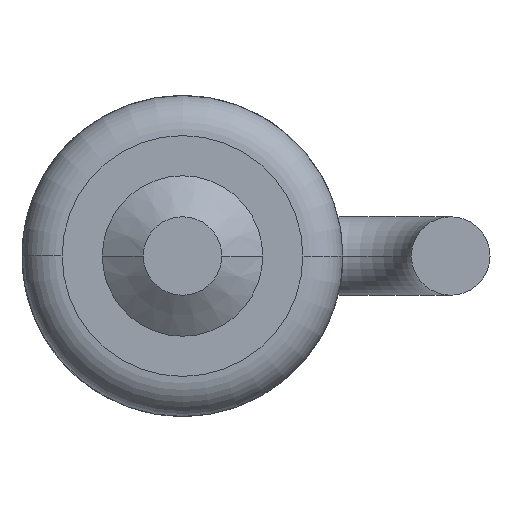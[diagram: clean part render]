
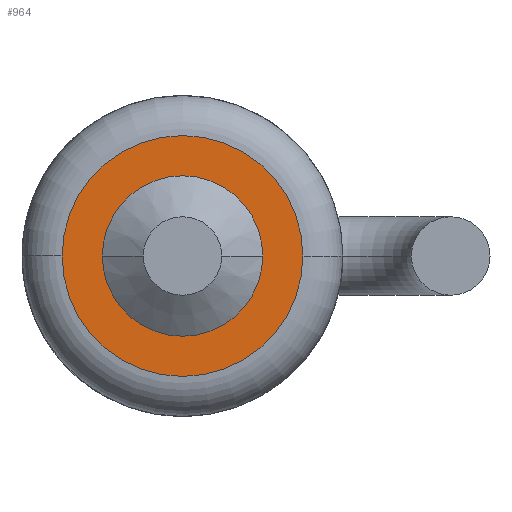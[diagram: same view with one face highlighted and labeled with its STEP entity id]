
A CAD part, front view. The second image highlights one B-rep face of the part: STEP entity #964.
In plain terms, the highlighted planar face has unit normal (0, -1, 0).
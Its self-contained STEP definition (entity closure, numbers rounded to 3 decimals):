
#157 = CARTESIAN_POINT ( 'NONE',  ( 0., 1.21, 0. ) ) ;
#260 = AXIS2_PLACEMENT_3D ( 'NONE', #3321, #1039, #346 ) ;
#322 = CARTESIAN_POINT ( 'NONE',  ( 0., 1.21, 0. ) ) ;
#346 = DIRECTION ( 'NONE',  ( -1., 0., 0. ) ) ;
#365 = AXIS2_PLACEMENT_3D ( 'NONE', #2341, #2722, #4583 ) ;
#398 = EDGE_CURVE ( 'NONE', #4861, #1891, #4520, .T. ) ;
#530 = AXIS2_PLACEMENT_3D ( 'NONE', #322, #693, #1773 ) ;
#549 = DIRECTION ( 'NONE',  ( 1., 0., 0. ) ) ;
#650 = EDGE_LOOP ( 'NONE', ( #1171, #3981 ) ) ;
#693 = DIRECTION ( 'NONE',  ( 0., -1., 0. ) ) ;
#754 = AXIS2_PLACEMENT_3D ( 'NONE', #2442, #1330, #549 ) ;
#874 = DIRECTION ( 'NONE',  ( 0., -1., 0. ) ) ;
#912 = CIRCLE ( 'NONE', #530, 0.57 ) ;
#964 = ADVANCED_FACE ( 'NONE', ( #1847, #1086 ), #2553, .F. ) ;
#1039 = DIRECTION ( 'NONE',  ( 0., 1., 0. ) ) ;
#1086 = FACE_OUTER_BOUND ( 'NONE', #650, .T. ) ;
#1171 = ORIENTED_EDGE ( 'NONE', *, *, #398, .T. ) ;
#1330 = DIRECTION ( 'NONE',  ( 0., -1., 0. ) ) ;
#1476 = CIRCLE ( 'NONE', #754, 0.57 ) ;
#1737 = ORIENTED_EDGE ( 'NONE', *, *, #2260, .F. ) ;
#1773 = DIRECTION ( 'NONE',  ( 1., 0., 0. ) ) ;
#1847 = FACE_BOUND ( 'NONE', #3721, .T. ) ;
#1891 = VERTEX_POINT ( 'NONE', #3597 ) ;
#1931 = DIRECTION ( 'NONE',  ( 1., 0., 0. ) ) ;
#2148 = EDGE_CURVE ( 'NONE', #1891, #4861, #2800, .T. ) ;
#2220 = VERTEX_POINT ( 'NONE', #4322 ) ;
#2260 = EDGE_CURVE ( 'NONE', #3247, #2220, #1476, .T. ) ;
#2341 = CARTESIAN_POINT ( 'NONE',  ( 0., 1.21, 0. ) ) ;
#2355 = EDGE_CURVE ( 'NONE', #2220, #3247, #912, .T. ) ;
#2442 = CARTESIAN_POINT ( 'NONE',  ( 0., 1.21, 0. ) ) ;
#2553 = PLANE ( 'NONE',  #260 ) ;
#2677 = CARTESIAN_POINT ( 'NONE',  ( 0.57, 1.21, 0. ) ) ;
#2722 = DIRECTION ( 'NONE',  ( 0., -1., 0. ) ) ;
#2800 = CIRCLE ( 'NONE', #365, 0.855 ) ;
#3247 = VERTEX_POINT ( 'NONE', #2677 ) ;
#3321 = CARTESIAN_POINT ( 'NONE',  ( -0.855, 1.21, 0. ) ) ;
#3417 = ORIENTED_EDGE ( 'NONE', *, *, #2355, .F. ) ;
#3512 = CARTESIAN_POINT ( 'NONE',  ( 0.855, 1.21, 0. ) ) ;
#3597 = CARTESIAN_POINT ( 'NONE',  ( -0.855, 1.21, 0. ) ) ;
#3721 = EDGE_LOOP ( 'NONE', ( #1737, #3417 ) ) ;
#3981 = ORIENTED_EDGE ( 'NONE', *, *, #2148, .T. ) ;
#4272 = AXIS2_PLACEMENT_3D ( 'NONE', #157, #874, #1931 ) ;
#4322 = CARTESIAN_POINT ( 'NONE',  ( -0.57, 1.21, 0. ) ) ;
#4520 = CIRCLE ( 'NONE', #4272, 0.855 ) ;
#4583 = DIRECTION ( 'NONE',  ( 1., 0., 0. ) ) ;
#4861 = VERTEX_POINT ( 'NONE', #3512 ) ;
